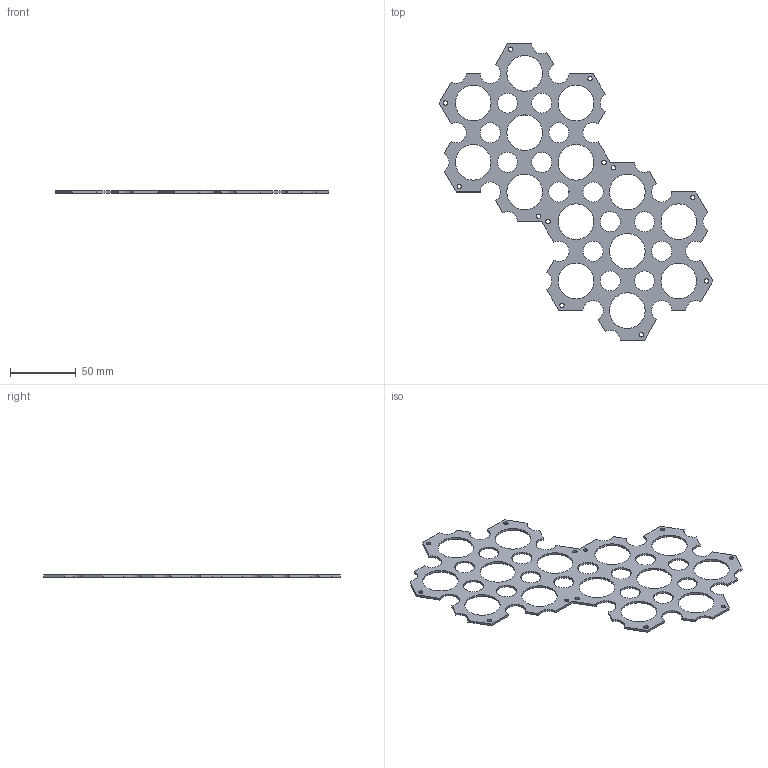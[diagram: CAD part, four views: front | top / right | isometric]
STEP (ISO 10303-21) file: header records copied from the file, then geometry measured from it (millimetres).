
FILE_DESCRIPTION(/* description */ ('','CAx-IF Rec.Pracs.---Representation and Presentation of Product Manufacturing Information (PMI)---4.0---2014-10-13'),/* implementation_level */ '2;1');
FILE_NAME(/* name */ 'MetalPlate.step',/* time_stamp */ '2025-02-10T12:57:04-05:00',/* author */ (''),/* organization */ (''),/* preprocessor_version */ 'ST-DEVELOPER v20',/* originating_system */ 'Autodesk Translation Framework v13.20.0.188',/* authorisation */ '');
FILE_SCHEMA (('AP242_MANAGED_MODEL_BASED_3D_ENGINEERING_MIM_LF { 1 0 10303 442 1 1 4 }'));
Length unit declared in the file: millimetre
Products named in the file (1): MetalPlate
Bounding box: 207.85 x 225 x 1.6 mm (x, y, z)
Volume: 19261.4 mm3; surface area: 28775.7 mm2
Topology: 1 solids, 1 shells, 95 faces, 279 edges, 186 vertices
Faces by surface type: cylinder 61, plane 34
Full cylindrical faces by diameter (mm): 3.3 x12, 15.2 x12, 15.4 x1, 27 x14
Entity records: 3415 total; most frequent: DIRECTION 593, CARTESIAN_POINT 561, ORIENTED_EDGE 558, EDGE_CURVE 279, AXIS2_PLACEMENT_3D 218, VERTEX_POINT 186, EDGE_LOOP 175, LINE 157
